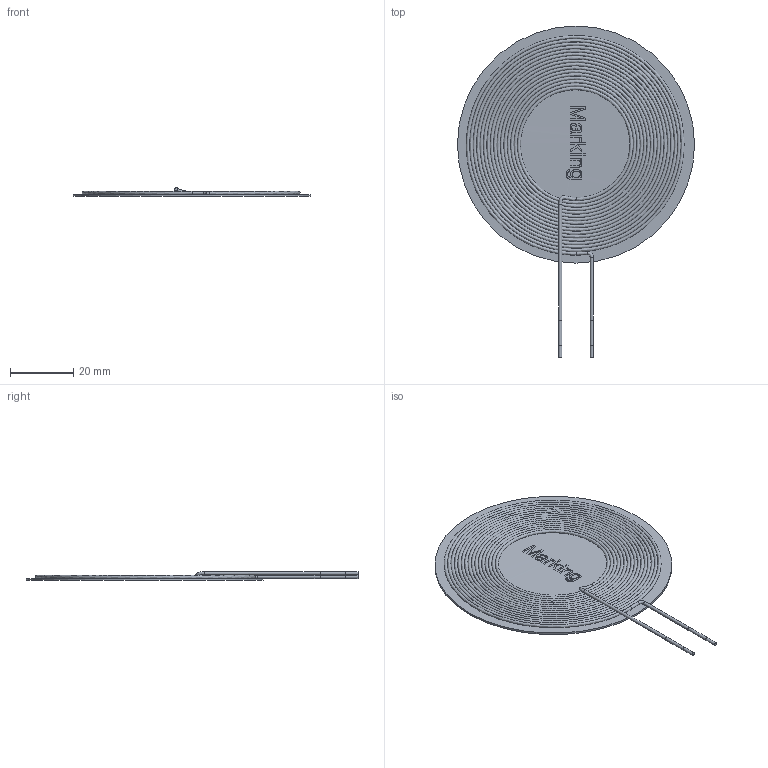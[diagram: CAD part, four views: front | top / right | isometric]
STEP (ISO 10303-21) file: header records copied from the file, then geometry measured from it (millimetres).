
FILE_DESCRIPTION(/* description */ ('Unknown'),/* implementation_level */ '2;1');
FILE_NAME(/* name */ 'L_Wurth_WE-WPCC-TX_760308101310',/* time_stamp */ '2025-04-18T16:24:03+08:00',/* author */ ('Unknown'),/* organization */ ('Unknown'),/* preprocessor_version */ 'ST-DEVELOPER v19.4',/* originating_system */ 'Solid Edge',/* authorisation */ 'Unknown');
FILE_SCHEMA (('AUTOMOTIVE_DESIGN {1 0 10303 214 3 1 1}'));
Length unit declared in the file: millimetre
Products named in the file (2): L_Wurth_WE-WPCC-TX_760308101310
Assembly tree (1 placements, depth 2):
  L_Wurth_WE-WPCC-TX_760308101310
    L_Wurth_WE-WPCC-TX_760308101310
Bounding box: 75 x 105 x 2.79 mm (x, y, z)
Volume: 4776.5 mm3; surface area: 17433 mm2
Topology: 2 solids, 2 shells, 85 faces, 204 edges, 137 vertices
Faces by surface type: plane 64, bspline 11, cylinder 8, torus 2
Full cylindrical faces by diameter (mm): 1 x4, 1.05 x2, 75 x1
Entity records: 12608 total; most frequent: CARTESIAN_POINT 10803, ORIENTED_EDGE 374, DIRECTION 231, EDGE_CURVE 187, VERTEX_POINT 132, B_SPLINE_CURVE_WITH_KNOTS 125, EDGE_LOOP 111, FACE_BOUND 111
